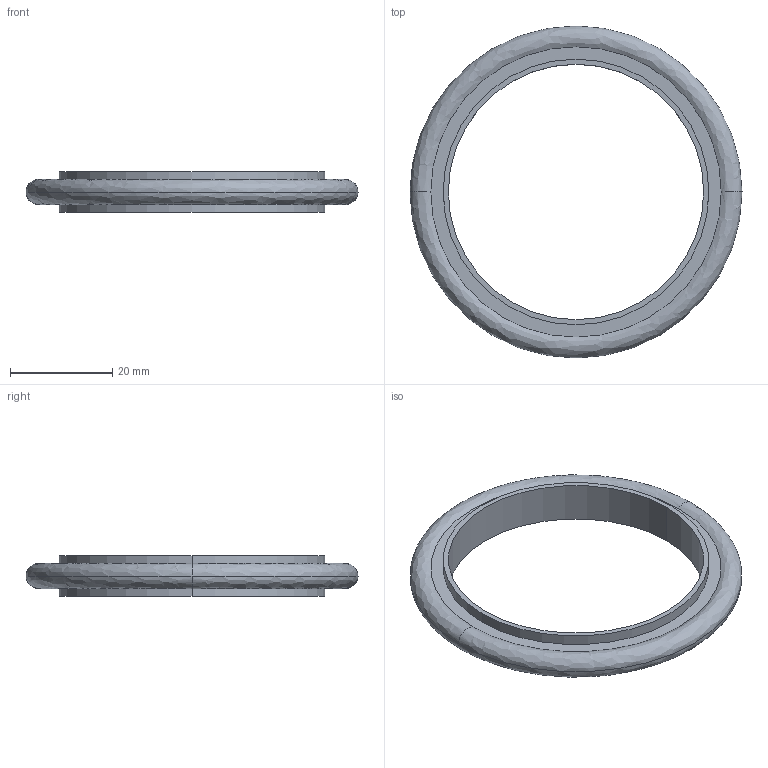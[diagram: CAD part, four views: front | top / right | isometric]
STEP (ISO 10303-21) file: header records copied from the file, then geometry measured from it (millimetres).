
FILE_DESCRIPTION (( 'STEP AP214' ), '1' );
FILE_NAME ('431-KF50-CR-SV.STEP', '2016-05-24T11:04:37', ( 'allectra' ), ( 'Microsoft' ), 'SwSTEP 2.0', 'SolidWorks 2014', '' );
FILE_SCHEMA (( 'AUTOMOTIVE_DESIGN' ));
Length unit declared in the file: millimetre
Products named in the file (3): 431-KF50-CR-SV; 1_3
Assembly tree (1 placements, depth 2):
  431-KF50-CR-SV
    1_3
  1_3
Bounding box: 65 x 65 x 8 mm (x, y, z)
Volume: 6159.4 mm3; surface area: 5258.8 mm2
Topology: 1 solids, 1 shells, 14 faces, 28 edges, 18 vertices
Faces by surface type: cylinder 6, bspline 4, plane 4
Entity records: 661 total; most frequent: CARTESIAN_POINT 125, DIRECTION 80, ORIENTED_EDGE 56, AXIS2_PLACEMENT_3D 37, EDGE_CURVE 28, CIRCLE 22, VERTEX_POINT 18, EDGE_LOOP 18
